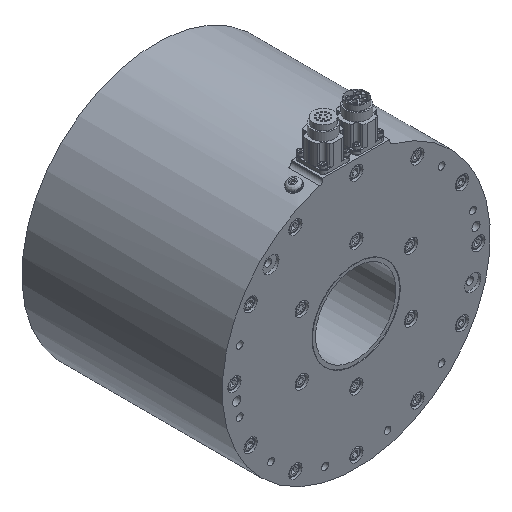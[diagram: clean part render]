
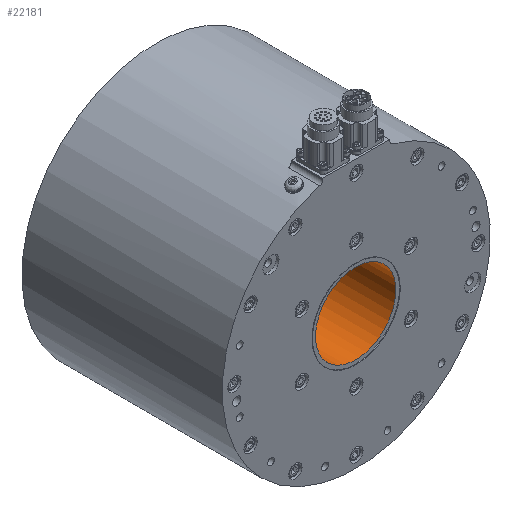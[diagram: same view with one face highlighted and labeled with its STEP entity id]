
A CAD part, isometric view. The second image highlights one B-rep face of the part: STEP entity #22181.
In plain terms, the highlighted cylindrical face has radius 30 mm (diameter 60 mm), a full revolution.
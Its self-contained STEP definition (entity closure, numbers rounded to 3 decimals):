
#182 = DIRECTION ( 'NONE',  ( 0., 1., 0. ) ) ;
#1242 = CYLINDRICAL_SURFACE ( 'NONE', #5739, 30. ) ;
#2095 = EDGE_CURVE ( 'NONE', #4708, #4708, #4226, .T. ) ;
#2120 = DIRECTION ( 'NONE',  ( 0.707, 0., 0.707 ) ) ;
#2512 = ORIENTED_EDGE ( 'NONE', *, *, #8705, .T. ) ;
#3622 = AXIS2_PLACEMENT_3D ( 'NONE', #5416, #18756, #7334 ) ;
#4226 = CIRCLE ( 'NONE', #3622, 30. ) ;
#4708 = VERTEX_POINT ( 'NONE', #5269 ) ;
#5269 = CARTESIAN_POINT ( 'NONE',  ( 21.213, 150., 21.213 ) ) ;
#5416 = CARTESIAN_POINT ( 'NONE',  ( 0., 150., 0. ) ) ;
#5739 = AXIS2_PLACEMENT_3D ( 'NONE', #9720, #182, #2120 ) ;
#6627 = ORIENTED_EDGE ( 'NONE', *, *, #2095, .T. ) ;
#7334 = DIRECTION ( 'NONE',  ( 0.707, 0., 0.707 ) ) ;
#8705 = EDGE_CURVE ( 'NONE', #18995, #18995, #17253, .T. ) ;
#8751 = CARTESIAN_POINT ( 'NONE',  ( 0., 0.5, 0. ) ) ;
#9720 = CARTESIAN_POINT ( 'NONE',  ( 0., 192.313, 0. ) ) ;
#10605 = EDGE_LOOP ( 'NONE', ( #6627 ) ) ;
#10648 = DIRECTION ( 'NONE',  ( 0.707, 0., -0.707 ) ) ;
#12030 = FACE_OUTER_BOUND ( 'NONE', #10605, .T. ) ;
#16499 = FACE_OUTER_BOUND ( 'NONE', #23431, .T. ) ;
#17253 = CIRCLE ( 'NONE', #24471, 30. ) ;
#17512 = CARTESIAN_POINT ( 'NONE',  ( 21.213, 0.5, -21.213 ) ) ;
#18756 = DIRECTION ( 'NONE',  ( 0., 1., 0. ) ) ;
#18995 = VERTEX_POINT ( 'NONE', #17512 ) ;
#22064 = DIRECTION ( 'NONE',  ( 0., -1., 0. ) ) ;
#22181 = ADVANCED_FACE ( 'NONE', ( #16499, #12030 ), #1242, .F. ) ;
#23431 = EDGE_LOOP ( 'NONE', ( #2512 ) ) ;
#24471 = AXIS2_PLACEMENT_3D ( 'NONE', #8751, #22064, #10648 ) ;
